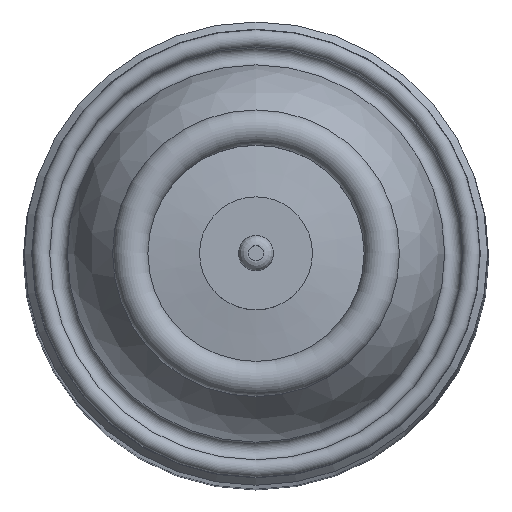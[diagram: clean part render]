
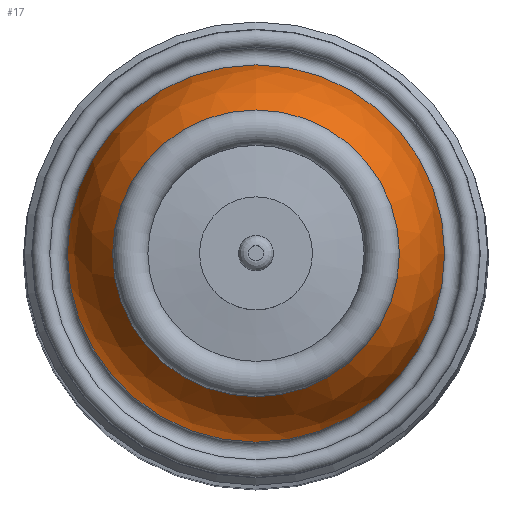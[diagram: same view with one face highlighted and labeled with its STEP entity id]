
A CAD part, top view. The second image highlights one B-rep face of the part: STEP entity #17.
In plain terms, the highlighted spherical face has radius 21.408 mm.
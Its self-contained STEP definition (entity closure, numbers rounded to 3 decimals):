
#17 = ADVANCED_FACE('',(#18),#31,.T.);
#18 = FACE_BOUND('',#19,.F.);
#19 = EDGE_LOOP('',(#20,#54,#78,#105));
#20 = ORIENTED_EDGE('',*,*,#21,.T.);
#21 = EDGE_CURVE('',#22,#22,#24,.T.);
#22 = VERTEX_POINT('',#23);
#23 = CARTESIAN_POINT('',(0.,21.381,
    238.85));
#24 = SURFACE_CURVE('',#25,(#30,#42),.PCURVE_S1.);
#25 = CIRCLE('',#26,21.381);
#26 = AXIS2_PLACEMENT_3D('',#27,#28,#29);
#27 = CARTESIAN_POINT('',(0.,0.,238.85));
#28 = DIRECTION('',(0.,0.,-1.));
#29 = DIRECTION('',(0.,1.,0.));
#30 = PCURVE('',#31,#36);
#31 = SPHERICAL_SURFACE('',#32,21.408);
#32 = AXIS2_PLACEMENT_3D('',#33,#34,#35);
#33 = CARTESIAN_POINT('',(0.,0.,237.776));
#34 = DIRECTION('',(0.,0.,1.));
#35 = DIRECTION('',(0.,1.,0.));
#36 = DEFINITIONAL_REPRESENTATION('',(#37),#41);
#37 = LINE('',#38,#39);
#38 = CARTESIAN_POINT('',(-0.,0.05));
#39 = VECTOR('',#40,1.);
#40 = DIRECTION('',(-1.,0.));
#41 = ( GEOMETRIC_REPRESENTATION_CONTEXT(2) 
PARAMETRIC_REPRESENTATION_CONTEXT() REPRESENTATION_CONTEXT('2D SPACE',''
  ) );
#42 = PCURVE('',#43,#48);
#43 = TOROIDAL_SURFACE('',#44,22.38,1.);
#44 = AXIS2_PLACEMENT_3D('',#45,#46,#47);
#45 = CARTESIAN_POINT('',(0.,0.,238.9));
#46 = DIRECTION('',(0.,0.,1.));
#47 = DIRECTION('',(0.,1.,0.));
#48 = DEFINITIONAL_REPRESENTATION('',(#49),#53);
#49 = LINE('',#50,#51);
#50 = CARTESIAN_POINT('',(-0.,3.192));
#51 = VECTOR('',#52,1.);
#52 = DIRECTION('',(-1.,0.));
#53 = ( GEOMETRIC_REPRESENTATION_CONTEXT(2) 
PARAMETRIC_REPRESENTATION_CONTEXT() REPRESENTATION_CONTEXT('2D SPACE',''
  ) );
#54 = ORIENTED_EDGE('',*,*,#55,.T.);
#55 = EDGE_CURVE('',#22,#56,#58,.T.);
#56 = VERTEX_POINT('',#57);
#57 = CARTESIAN_POINT('',(0.,16.,252.));
#58 = SEAM_CURVE('',#59,(#64,#71),.PCURVE_S1.);
#59 = CIRCLE('',#60,21.408);
#60 = AXIS2_PLACEMENT_3D('',#61,#62,#63);
#61 = CARTESIAN_POINT('',(0.,0.,237.776));
#62 = DIRECTION('',(1.,0.,0.));
#63 = DIRECTION('',(0.,1.,0.));
#64 = PCURVE('',#31,#65);
#65 = DEFINITIONAL_REPRESENTATION('',(#66),#70);
#66 = LINE('',#67,#68);
#67 = CARTESIAN_POINT('',(-0.,0.));
#68 = VECTOR('',#69,1.);
#69 = DIRECTION('',(-0.,1.));
#70 = ( GEOMETRIC_REPRESENTATION_CONTEXT(2) 
PARAMETRIC_REPRESENTATION_CONTEXT() REPRESENTATION_CONTEXT('2D SPACE',''
  ) );
#71 = PCURVE('',#31,#72);
#72 = DEFINITIONAL_REPRESENTATION('',(#73),#77);
#73 = LINE('',#74,#75);
#74 = CARTESIAN_POINT('',(-6.283,0.));
#75 = VECTOR('',#76,1.);
#76 = DIRECTION('',(-0.,1.));
#77 = ( GEOMETRIC_REPRESENTATION_CONTEXT(2) 
PARAMETRIC_REPRESENTATION_CONTEXT() REPRESENTATION_CONTEXT('2D SPACE',''
  ) );
#78 = ORIENTED_EDGE('',*,*,#79,.F.);
#79 = EDGE_CURVE('',#56,#56,#80,.T.);
#80 = SURFACE_CURVE('',#81,(#86,#93),.PCURVE_S1.);
#81 = CIRCLE('',#82,16.);
#82 = AXIS2_PLACEMENT_3D('',#83,#84,#85);
#83 = CARTESIAN_POINT('',(0.,0.,252.));
#84 = DIRECTION('',(0.,0.,-1.));
#85 = DIRECTION('',(0.,1.,0.));
#86 = PCURVE('',#31,#87);
#87 = DEFINITIONAL_REPRESENTATION('',(#88),#92);
#88 = LINE('',#89,#90);
#89 = CARTESIAN_POINT('',(-0.,0.727));
#90 = VECTOR('',#91,1.);
#91 = DIRECTION('',(-1.,0.));
#92 = ( GEOMETRIC_REPRESENTATION_CONTEXT(2) 
PARAMETRIC_REPRESENTATION_CONTEXT() REPRESENTATION_CONTEXT('2D SPACE',''
  ) );
#93 = PCURVE('',#94,#99);
#94 = CONICAL_SURFACE('',#95,16.,0.785);
#95 = AXIS2_PLACEMENT_3D('',#96,#97,#98);
#96 = CARTESIAN_POINT('',(0.,0.,252.));
#97 = DIRECTION('',(-0.,0.,-1.));
#98 = DIRECTION('',(0.,1.,0.));
#99 = DEFINITIONAL_REPRESENTATION('',(#100),#104);
#100 = LINE('',#101,#102);
#101 = CARTESIAN_POINT('',(0.,-0.));
#102 = VECTOR('',#103,1.);
#103 = DIRECTION('',(1.,-0.));
#104 = ( GEOMETRIC_REPRESENTATION_CONTEXT(2) 
PARAMETRIC_REPRESENTATION_CONTEXT() REPRESENTATION_CONTEXT('2D SPACE',''
  ) );
#105 = ORIENTED_EDGE('',*,*,#55,.F.);
